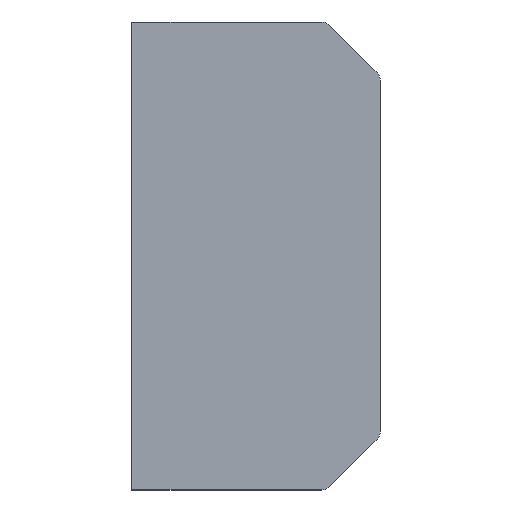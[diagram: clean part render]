
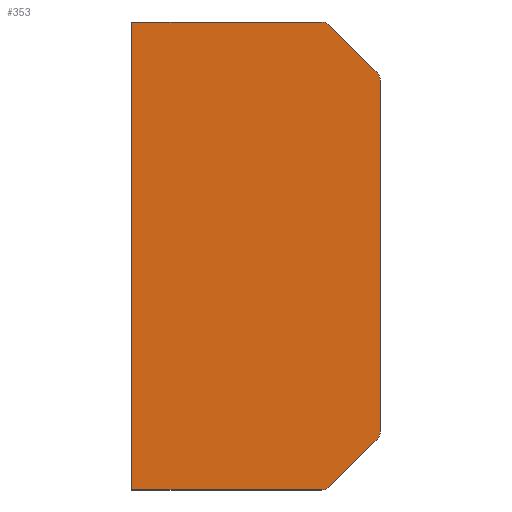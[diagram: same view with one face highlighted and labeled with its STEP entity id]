
A CAD part, top view. The second image highlights one B-rep face of the part: STEP entity #353.
In plain terms, the highlighted planar face has unit normal (0, 0, 1).
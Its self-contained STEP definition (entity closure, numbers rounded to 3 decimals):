
#3 = EDGE_CURVE ( 'NONE', #163, #119, #382, .T. ) ;
#4 = DIRECTION ( 'NONE',  ( 0., 0., 1. ) ) ;
#5 = DIRECTION ( 'NONE',  ( -0.707, 0.707, 0. ) ) ;
#11 = CARTESIAN_POINT ( 'NONE',  ( 33.621, 50.879, 0. ) ) ;
#12 = CARTESIAN_POINT ( 'NONE',  ( -34.5, 65., 0. ) ) ;
#14 = DIRECTION ( 'NONE',  ( 0., 0., 1. ) ) ;
#16 = EDGE_CURVE ( 'NONE', #20, #131, #291, .T. ) ;
#20 = VERTEX_POINT ( 'NONE', #288 ) ;
#22 = AXIS2_PLACEMENT_3D ( 'NONE', #249, #14, #358 ) ;
#27 = FACE_OUTER_BOUND ( 'NONE', #100, .T. ) ;
#28 = ORIENTED_EDGE ( 'NONE', *, *, #406, .T. ) ;
#33 = EDGE_CURVE ( 'NONE', #297, #20, #70, .T. ) ;
#35 = VECTOR ( 'NONE', #5, 1000. ) ;
#39 = DIRECTION ( 'NONE',  ( -1., 0., 0. ) ) ;
#63 = ORIENTED_EDGE ( 'NONE', *, *, #202, .T. ) ;
#66 = ORIENTED_EDGE ( 'NONE', *, *, #16, .T. ) ;
#70 = CIRCLE ( 'NONE', #22, 3. ) ;
#79 = ORIENTED_EDGE ( 'NONE', *, *, #395, .T. ) ;
#94 = DIRECTION ( 'NONE',  ( 0., 0., 1. ) ) ;
#95 = VECTOR ( 'NONE', #380, 1000. ) ;
#97 = VERTEX_POINT ( 'NONE', #400 ) ;
#100 = EDGE_LOOP ( 'NONE', ( #425, #149, #66, #337, #28, #63, #79, #112, #156, #373 ) ) ;
#103 = AXIS2_PLACEMENT_3D ( 'NONE', #271, #402, #229 ) ;
#111 = VECTOR ( 'NONE', #390, 1000. ) ;
#112 = ORIENTED_EDGE ( 'NONE', *, *, #117, .T. ) ;
#117 = EDGE_CURVE ( 'NONE', #350, #97, #255, .T. ) ;
#118 = LINE ( 'NONE', #293, #111 ) ;
#119 = VERTEX_POINT ( 'NONE', #11 ) ;
#121 = LINE ( 'NONE', #152, #201 ) ;
#125 = CARTESIAN_POINT ( 'NONE',  ( -34.5, -65., 0. ) ) ;
#130 = CARTESIAN_POINT ( 'NONE',  ( 33.621, -50.879, 0. ) ) ;
#131 = VERTEX_POINT ( 'NONE', #420 ) ;
#133 = DIRECTION ( 'NONE',  ( 0., -1., 0. ) ) ;
#140 = LINE ( 'NONE', #413, #95 ) ;
#145 = AXIS2_PLACEMENT_3D ( 'NONE', #147, #4, #242 ) ;
#146 = VERTEX_POINT ( 'NONE', #125 ) ;
#147 = CARTESIAN_POINT ( 'NONE',  ( 31.5, 48.757, 0. ) ) ;
#149 = ORIENTED_EDGE ( 'NONE', *, *, #33, .T. ) ;
#151 = CARTESIAN_POINT ( 'NONE',  ( 31.5, -48.757, 0. ) ) ;
#152 = CARTESIAN_POINT ( 'NONE',  ( -34.5, -65., 0. ) ) ;
#156 = ORIENTED_EDGE ( 'NONE', *, *, #168, .T. ) ;
#163 = VERTEX_POINT ( 'NONE', #320 ) ;
#168 = EDGE_CURVE ( 'NONE', #97, #163, #118, .T. ) ;
#174 = VERTEX_POINT ( 'NONE', #219 ) ;
#185 = AXIS2_PLACEMENT_3D ( 'NONE', #267, #94, #439 ) ;
#194 = AXIS2_PLACEMENT_3D ( 'NONE', #151, #414, #39 ) ;
#201 = VECTOR ( 'NONE', #133, 1000. ) ;
#202 = EDGE_CURVE ( 'NONE', #329, #174, #282, .T. ) ;
#211 = LINE ( 'NONE', #352, #441 ) ;
#218 = DIRECTION ( 'NONE',  ( -1., 0., 0. ) ) ;
#219 = CARTESIAN_POINT ( 'NONE',  ( 20.379, -64.121, 0. ) ) ;
#229 = DIRECTION ( 'NONE',  ( -1., 0., 0. ) ) ;
#240 = CARTESIAN_POINT ( 'NONE',  ( 34.5, 50., 0. ) ) ;
#242 = DIRECTION ( 'NONE',  ( -1., 0., 0. ) ) ;
#249 = CARTESIAN_POINT ( 'NONE',  ( 18.257, 62., 0. ) ) ;
#255 = CIRCLE ( 'NONE', #194, 3. ) ;
#262 = CARTESIAN_POINT ( 'NONE',  ( 18.257, -65., 0. ) ) ;
#267 = CARTESIAN_POINT ( 'NONE',  ( 18.257, -62., 0. ) ) ;
#271 = CARTESIAN_POINT ( 'NONE',  ( 0., 0., 0. ) ) ;
#276 = LINE ( 'NONE', #240, #35 ) ;
#282 = CIRCLE ( 'NONE', #185, 3. ) ;
#285 = DIRECTION ( 'NONE',  ( 1., 0., 0. ) ) ;
#288 = CARTESIAN_POINT ( 'NONE',  ( 18.257, 65., 0. ) ) ;
#289 = CARTESIAN_POINT ( 'NONE',  ( 20.379, 64.121, 0. ) ) ;
#291 = LINE ( 'NONE', #12, #339 ) ;
#292 = EDGE_CURVE ( 'NONE', #119, #297, #276, .T. ) ;
#293 = CARTESIAN_POINT ( 'NONE',  ( 34.5, -65., 0. ) ) ;
#297 = VERTEX_POINT ( 'NONE', #289 ) ;
#320 = CARTESIAN_POINT ( 'NONE',  ( 34.5, 48.757, 0. ) ) ;
#329 = VERTEX_POINT ( 'NONE', #262 ) ;
#333 = PLANE ( 'NONE',  #103 ) ;
#337 = ORIENTED_EDGE ( 'NONE', *, *, #428, .T. ) ;
#339 = VECTOR ( 'NONE', #218, 1000. ) ;
#350 = VERTEX_POINT ( 'NONE', #130 ) ;
#352 = CARTESIAN_POINT ( 'NONE',  ( -34.5, -65., 0. ) ) ;
#353 = ADVANCED_FACE ( 'NONE', ( #27 ), #333, .F. ) ;
#358 = DIRECTION ( 'NONE',  ( -1., 0., 0. ) ) ;
#373 = ORIENTED_EDGE ( 'NONE', *, *, #3, .T. ) ;
#380 = DIRECTION ( 'NONE',  ( 0.707, 0.707, 0. ) ) ;
#382 = CIRCLE ( 'NONE', #145, 3. ) ;
#390 = DIRECTION ( 'NONE',  ( 0., 1., 0. ) ) ;
#395 = EDGE_CURVE ( 'NONE', #174, #350, #140, .T. ) ;
#400 = CARTESIAN_POINT ( 'NONE',  ( 34.5, -48.757, 0. ) ) ;
#402 = DIRECTION ( 'NONE',  ( 0., 0., -1. ) ) ;
#406 = EDGE_CURVE ( 'NONE', #146, #329, #211, .T. ) ;
#413 = CARTESIAN_POINT ( 'NONE',  ( 19.5, -65., 0. ) ) ;
#414 = DIRECTION ( 'NONE',  ( 0., 0., 1. ) ) ;
#420 = CARTESIAN_POINT ( 'NONE',  ( -34.5, 65., 0. ) ) ;
#425 = ORIENTED_EDGE ( 'NONE', *, *, #292, .T. ) ;
#428 = EDGE_CURVE ( 'NONE', #131, #146, #121, .T. ) ;
#439 = DIRECTION ( 'NONE',  ( -1., 0., 0. ) ) ;
#441 = VECTOR ( 'NONE', #285, 1000. ) ;
